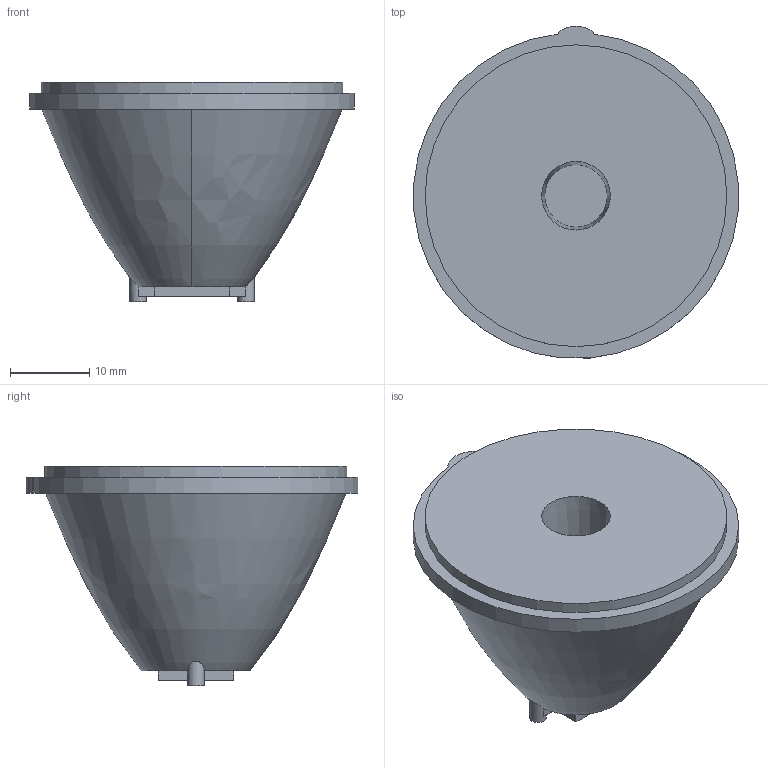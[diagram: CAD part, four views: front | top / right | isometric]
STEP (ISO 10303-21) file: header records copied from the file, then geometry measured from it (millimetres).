
FILE_DESCRIPTION(/* description */ (''),/* implementation_level */ '2;1');
FILE_NAME(/* name */ 'ZL01D0007AA02-1.stp',/* time_stamp */ '2024-03-07T15:45:13+08:00',/* author */ (''),/* organization */ (''),/* preprocessor_version */ 'ST-DEVELOPER v14',/* originating_system */ 'SIEMENS PLM Software NX 8.0',/* authorisation */ '');
FILE_SCHEMA (('AUTOMOTIVE_DESIGN { 1 0 10303 214 3 1 1 1 }'));
Length unit declared in the file: millimetre
Products named in the file (1): zj-s328C4CB1wpyu
Bounding box: 40.88 x 41.8 x 27.68 mm (x, y, z)
Volume: 17694.7 mm3; surface area: 4621.5 mm2
Topology: 1 solids, 1 shells, 38 faces, 92 edges, 59 vertices
Faces by surface type: plane 26, cylinder 5, revolution 4, cone 3
Full cylindrical faces by diameter (mm): 2.1 x2, 38 x1
Entity records: 1472 total; most frequent: CARTESIAN_POINT 348, DIRECTION 170, ORIENTED_EDGE 160, VERTEX_POINT 139, FACE_BOUND 106, VERTEX_LOOP 84, EDGE_CURVE 80, AXIS2_PLACEMENT_3D 57
